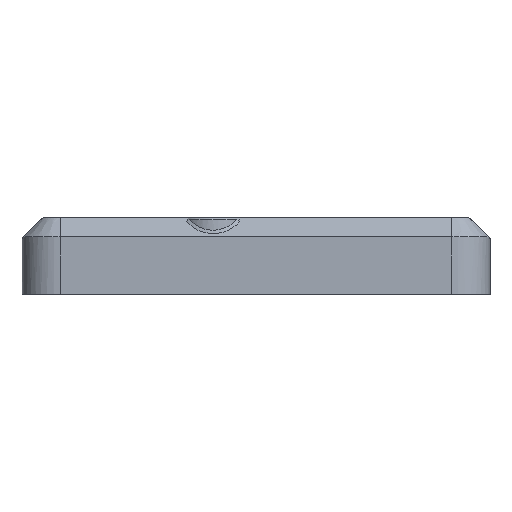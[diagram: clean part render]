
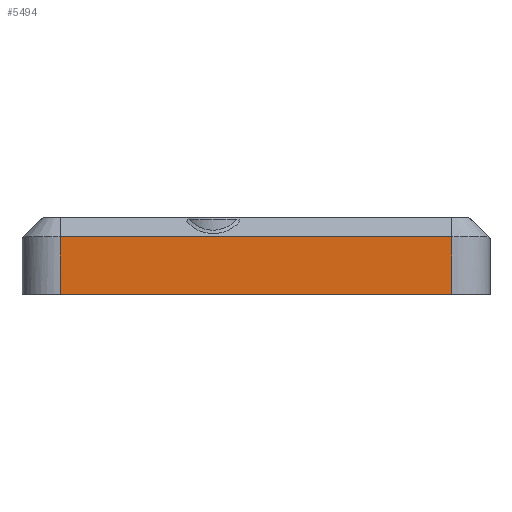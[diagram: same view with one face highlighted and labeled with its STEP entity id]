
A CAD part, left-side view. The second image highlights one B-rep face of the part: STEP entity #5494.
In plain terms, the highlighted planar face has unit normal (-1, 0, 0).
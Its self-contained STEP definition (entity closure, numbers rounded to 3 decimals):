
#257=PLANE('',#5953);
#603=FACE_OUTER_BOUND('',#917,.T.);
#917=EDGE_LOOP('',(#5138,#5139,#5140,#5141));
#987=LINE('',#8919,#1497);
#1034=LINE('',#9131,#1544);
#1422=LINE('',#11216,#1932);
#1424=LINE('',#11221,#1934);
#1497=VECTOR('',#6141,10.);
#1544=VECTOR('',#6274,10.);
#1932=VECTOR('',#7334,10.);
#1934=VECTOR('',#7342,10.);
#2328=VERTEX_POINT('',#8916);
#2329=VERTEX_POINT('',#8918);
#2376=VERTEX_POINT('',#9129);
#2723=VERTEX_POINT('',#11212);
#2880=EDGE_CURVE('',#2328,#2329,#987,.T.);
#2954=EDGE_CURVE('',#2328,#2376,#1034,.T.);
#3524=EDGE_CURVE('',#2723,#2376,#1422,.T.);
#3526=EDGE_CURVE('',#2329,#2723,#1424,.T.);
#5138=ORIENTED_EDGE('',*,*,#3524,.F.);
#5139=ORIENTED_EDGE('',*,*,#3526,.F.);
#5140=ORIENTED_EDGE('',*,*,#2880,.F.);
#5141=ORIENTED_EDGE('',*,*,#2954,.T.);
#5494=ADVANCED_FACE('',(#603),#257,.T.);
#5953=AXIS2_PLACEMENT_3D('',#11229,#7354,#7355);
#6141=DIRECTION('',(0.,1.,0.));
#6274=DIRECTION('',(0.,0.,1.));
#7334=DIRECTION('',(0.,-1.,0.));
#7342=DIRECTION('',(0.,0.,1.));
#7354=DIRECTION('center_axis',(-1.,0.,0.));
#7355=DIRECTION('ref_axis',(0.,-1.,0.));
#8916=CARTESIAN_POINT('',(-34.5,-20.5,0.));
#8918=CARTESIAN_POINT('',(-34.5,20.5,0.));
#8919=CARTESIAN_POINT('',(-34.5,-20.5,0.));
#9129=CARTESIAN_POINT('',(-34.5,-20.5,6.));
#9131=CARTESIAN_POINT('',(-34.5,-20.5,0.));
#11212=CARTESIAN_POINT('',(-34.5,20.5,6.));
#11216=CARTESIAN_POINT('',(-34.5,10.25,6.));
#11221=CARTESIAN_POINT('',(-34.5,20.5,0.));
#11229=CARTESIAN_POINT('Origin',(-34.5,20.5,0.));
